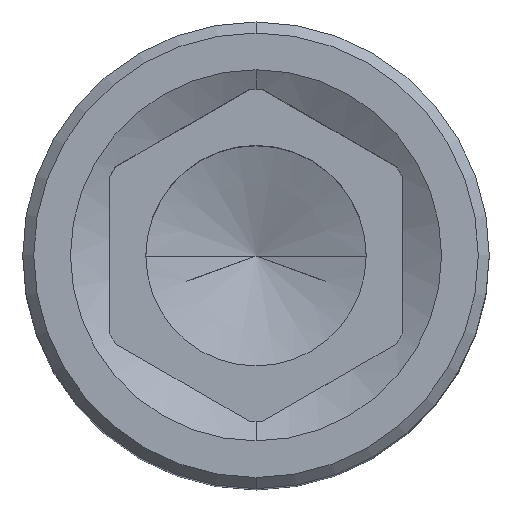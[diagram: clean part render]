
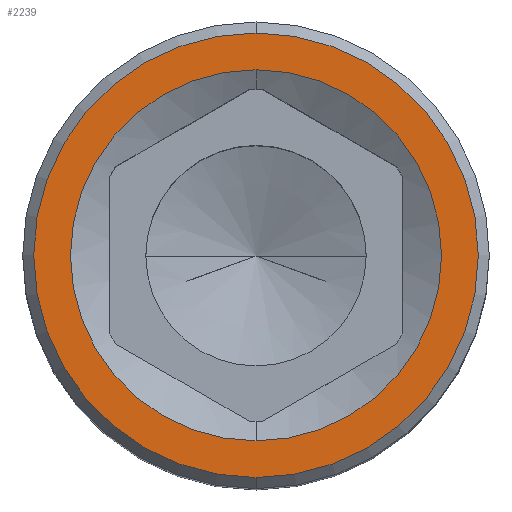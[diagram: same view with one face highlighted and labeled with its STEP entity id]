
A CAD part, top view. The second image highlights one B-rep face of the part: STEP entity #2239.
In plain terms, the highlighted planar face has unit normal (0, 0, 1).
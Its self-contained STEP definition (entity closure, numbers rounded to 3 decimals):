
#905=CARTESIAN_POINT('',(0.,0.,75.));
#906=DIRECTION('',(0.,0.,-1.));
#907=DIRECTION('',(0.,1.,0.));
#908=AXIS2_PLACEMENT_3D('',#905,#906,#907);
#910=CARTESIAN_POINT('',(0.,0.,75.));
#911=DIRECTION('',(0.,0.,-1.));
#912=DIRECTION('',(0.,-1.,0.));
#913=AXIS2_PLACEMENT_3D('',#910,#911,#912);
#915=CARTESIAN_POINT('',(0.,0.,75.));
#916=DIRECTION('',(0.,0.,1.));
#917=DIRECTION('',(0.,-1.,0.));
#918=AXIS2_PLACEMENT_3D('',#915,#916,#917);
#920=CARTESIAN_POINT('',(0.,0.,75.));
#921=DIRECTION('',(0.,0.,1.));
#922=DIRECTION('',(0.,1.,0.));
#923=AXIS2_PLACEMENT_3D('',#920,#921,#922);
#1220=CARTESIAN_POINT('',(0.,5.05,75.));
#1221=CARTESIAN_POINT('',(0.,-5.05,75.));
#1222=VERTEX_POINT('',#1220);
#1223=VERTEX_POINT('',#1221);
#1224=CARTESIAN_POINT('',(0.,-6.05,75.));
#1225=CARTESIAN_POINT('',(0.,6.05,75.));
#1226=VERTEX_POINT('',#1224);
#1227=VERTEX_POINT('',#1225);
#2223=CARTESIAN_POINT('',(0.,0.,75.));
#2224=DIRECTION('',(0.,0.,1.));
#2225=DIRECTION('',(0.,1.,0.));
#2226=AXIS2_PLACEMENT_3D('',#2223,#2224,#2225);
#2227=PLANE('',#2226);
#2228=ORIENTED_EDGE('',*,*,#2213,.F.);
#2230=ORIENTED_EDGE('',*,*,#2229,.F.);
#2231=EDGE_LOOP('',(#2228,#2230));
#2232=FACE_OUTER_BOUND('',#2231,.F.);
#2234=ORIENTED_EDGE('',*,*,#2233,.F.);
#2236=ORIENTED_EDGE('',*,*,#2235,.F.);
#2237=EDGE_LOOP('',(#2234,#2236));
#2238=FACE_BOUND('',#2237,.F.);
#2239=ADVANCED_FACE('',(#2232,#2238),#2227,.T.);
#909=CIRCLE('',#908,5.05);
#914=CIRCLE('',#913,5.05);
#919=CIRCLE('',#918,6.05);
#924=CIRCLE('',#923,6.05);
#2213=EDGE_CURVE('',#1226,#1227,#919,.T.);
#2229=EDGE_CURVE('',#1227,#1226,#924,.T.);
#2233=EDGE_CURVE('',#1222,#1223,#909,.T.);
#2235=EDGE_CURVE('',#1223,#1222,#914,.T.);
